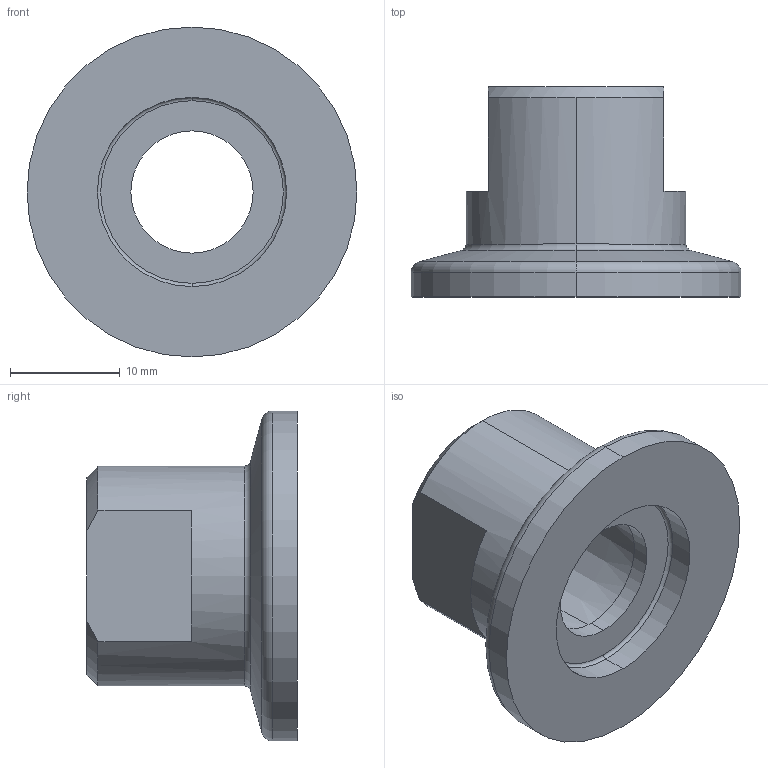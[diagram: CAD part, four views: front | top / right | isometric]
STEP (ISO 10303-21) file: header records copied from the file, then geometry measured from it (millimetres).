
FILE_DESCRIPTION (( 'STEP AP214' ), '1' );
FILE_NAME ('120ANF016-0250.step', '2017-07-06T08:42:26', ( 'install' ), ( '' ), 'SwSTEP 2.0', 'SolidWorks 2015', '' );
FILE_SCHEMA (( 'AUTOMOTIVE_DESIGN' ));
Length unit declared in the file: millimetre
Products named in the file (1): 120ANF016-0250
Bounding box: 30 x 19.1 x 30 mm (x, y, z)
Volume: 4535.7 mm3; surface area: 3098.4 mm2
Topology: 1 solids, 1 shells, 31 faces, 68 edges, 41 vertices
Faces by surface type: cone 9, cylinder 8, plane 8, torus 6
Entity records: 923 total; most frequent: DIRECTION 169, CARTESIAN_POINT 153, ORIENTED_EDGE 136, AXIS2_PLACEMENT_3D 73, EDGE_CURVE 68, VERTEX_POINT 41, CIRCLE 41, EDGE_LOOP 35
